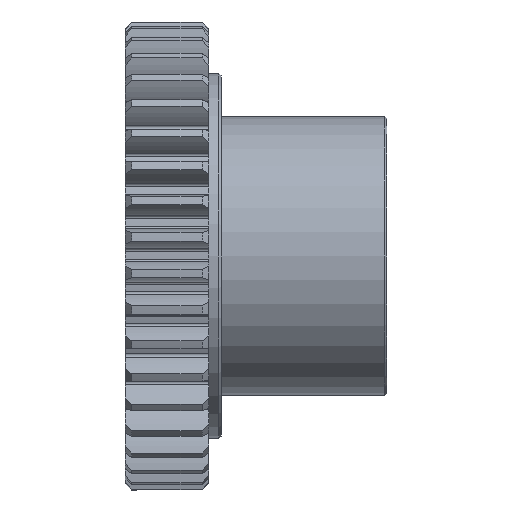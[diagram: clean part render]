
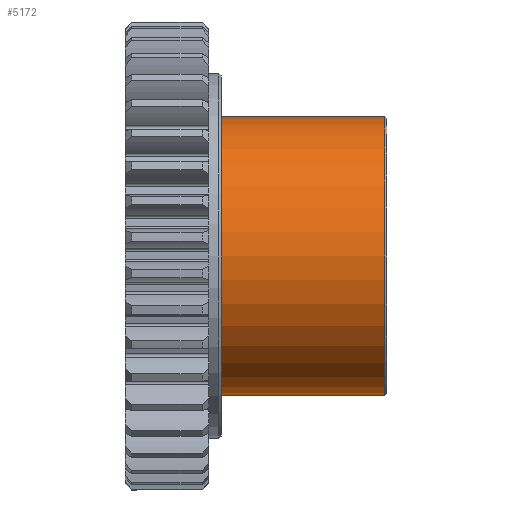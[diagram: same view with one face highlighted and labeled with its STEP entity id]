
A CAD part, left-side view. The second image highlights one B-rep face of the part: STEP entity #5172.
In plain terms, the highlighted cylindrical face has radius 15.875 mm (diameter 31.75 mm), a partial arc.
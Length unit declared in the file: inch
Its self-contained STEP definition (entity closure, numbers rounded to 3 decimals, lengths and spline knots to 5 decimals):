
#388 = CARTESIAN_POINT ( 'NONE',  ( 0., 0.01, -0.625 ) ) ;
#400 = CARTESIAN_POINT ( 'NONE',  ( 0., 0.743, 0. ) ) ;
#638 = ORIENTED_EDGE ( 'NONE', *, *, #7239, .T. ) ;
#1501 = DIRECTION ( 'NONE',  ( 0., 0., -1. ) ) ;
#1735 = VERTEX_POINT ( 'NONE', #8598 ) ;
#2087 = EDGE_CURVE ( 'NONE', #4666, #3106, #3293, .T. ) ;
#2345 = CIRCLE ( 'NONE', #9879, 0.625 ) ;
#2494 = CYLINDRICAL_SURFACE ( 'NONE', #5029, 0.625 ) ;
#2575 = EDGE_CURVE ( 'NONE', #1735, #3106, #2673, .T. ) ;
#2673 = LINE ( 'NONE', #6764, #3271 ) ;
#3106 = VERTEX_POINT ( 'NONE', #7001 ) ;
#3271 = VECTOR ( 'NONE', #10837, 39.37008 ) ;
#3293 = CIRCLE ( 'NONE', #13179, 0.625 ) ;
#3537 = DIRECTION ( 'NONE',  ( 0., 0., 1. ) ) ;
#3625 = EDGE_LOOP ( 'NONE', ( #9929, #10534, #638, #9141 ) ) ;
#3877 = CARTESIAN_POINT ( 'NONE',  ( 0., 0.743, -0.625 ) ) ;
#4182 = EDGE_CURVE ( 'NONE', #1735, #7965, #2345, .T. ) ;
#4489 = DIRECTION ( 'NONE',  ( 0., -1., 0. ) ) ;
#4666 = VERTEX_POINT ( 'NONE', #388 ) ;
#5029 = AXIS2_PLACEMENT_3D ( 'NONE', #6597, #10666, #1501 ) ;
#5172 = ADVANCED_FACE ( 'NONE', ( #11679 ), #2494, .T. ) ;
#5295 = VECTOR ( 'NONE', #7961, 39.37008 ) ;
#5568 = CARTESIAN_POINT ( 'NONE',  ( 0., 0.743, -0.625 ) ) ;
#6597 = CARTESIAN_POINT ( 'NONE',  ( 0., 0.743, 0. ) ) ;
#6764 = CARTESIAN_POINT ( 'NONE',  ( 0., 0.743, 0.625 ) ) ;
#7001 = CARTESIAN_POINT ( 'NONE',  ( 0., 0.01, 0.625 ) ) ;
#7239 = EDGE_CURVE ( 'NONE', #7965, #4666, #13043, .T. ) ;
#7961 = DIRECTION ( 'NONE',  ( 0., -1., 0. ) ) ;
#7965 = VERTEX_POINT ( 'NONE', #5568 ) ;
#8560 = DIRECTION ( 'NONE',  ( 0., 0., -1. ) ) ;
#8598 = CARTESIAN_POINT ( 'NONE',  ( 0., 0.743, 0.625 ) ) ;
#8628 = CARTESIAN_POINT ( 'NONE',  ( 0., 0.01, 0. ) ) ;
#9141 = ORIENTED_EDGE ( 'NONE', *, *, #2087, .T. ) ;
#9879 = AXIS2_PLACEMENT_3D ( 'NONE', #400, #4489, #8560 ) ;
#9929 = ORIENTED_EDGE ( 'NONE', *, *, #2575, .F. ) ;
#10534 = ORIENTED_EDGE ( 'NONE', *, *, #4182, .T. ) ;
#10666 = DIRECTION ( 'NONE',  ( 0., -1., 0. ) ) ;
#10837 = DIRECTION ( 'NONE',  ( 0., -1., 0. ) ) ;
#11679 = FACE_OUTER_BOUND ( 'NONE', #3625, .T. ) ;
#12713 = DIRECTION ( 'NONE',  ( 0., 1., 0. ) ) ;
#13043 = LINE ( 'NONE', #3877, #5295 ) ;
#13179 = AXIS2_PLACEMENT_3D ( 'NONE', #8628, #12713, #3537 ) ;
